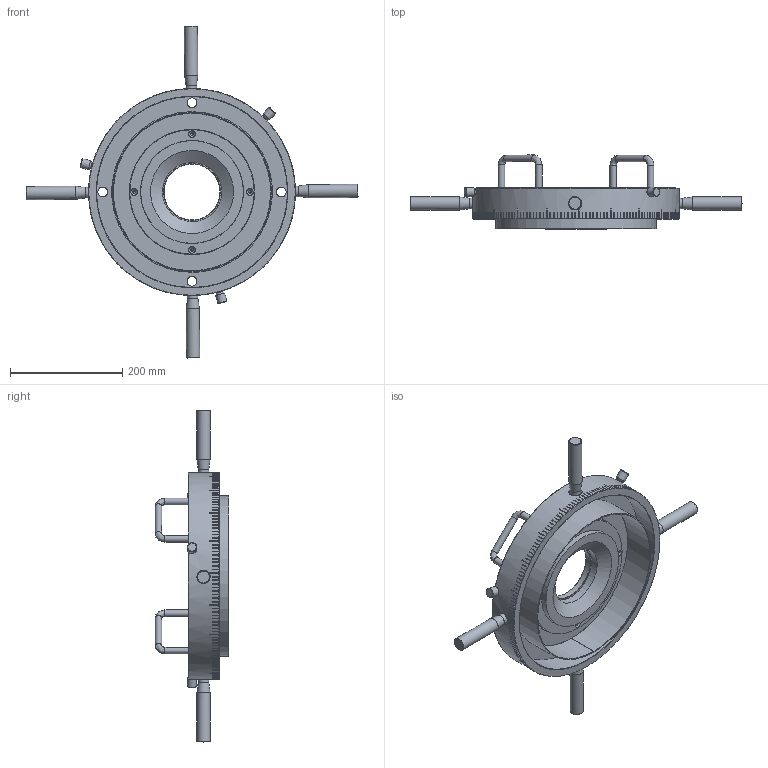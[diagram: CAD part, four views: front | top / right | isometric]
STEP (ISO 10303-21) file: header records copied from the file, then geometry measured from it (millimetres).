
FILE_DESCRIPTION(('FreeCAD Model'),'2;1');
FILE_NAME('Open CASCADE Shape Model','2025-04-29T15:21:29',('FreeCAD'),( 'FreeCAD'),'Open CASCADE STEP processor 7.6','FreeCAD','Unknown');
FILE_SCHEMA(('AUTOMOTIVE_DESIGN { 1 0 10303 214 1 1 1 1 }'));
Length unit declared in the file: millimetre
Products named in the file (1): Open CASCADE STEP translator 7.6 1
Bounding box: 590.93 x 131.29 x 590.93 mm (x, y, z)
Volume: 3061109.2 mm3; surface area: 628568 mm2
Topology: 14 solids, 14 shells, 896 faces, 2176 edges, 1321 vertices
Faces by surface type: bspline 896
Entity records: 26826 total; most frequent: CARTESIAN_POINT 14483, ORIENTED_EDGE 4344, EDGE_CURVE 2172, VERTEX_POINT 1321, B_SPLINE_CURVE_WITH_KNOTS 1071, FACE_BOUND 951, EDGE_LOOP 951, ADVANCED_FACE 896
